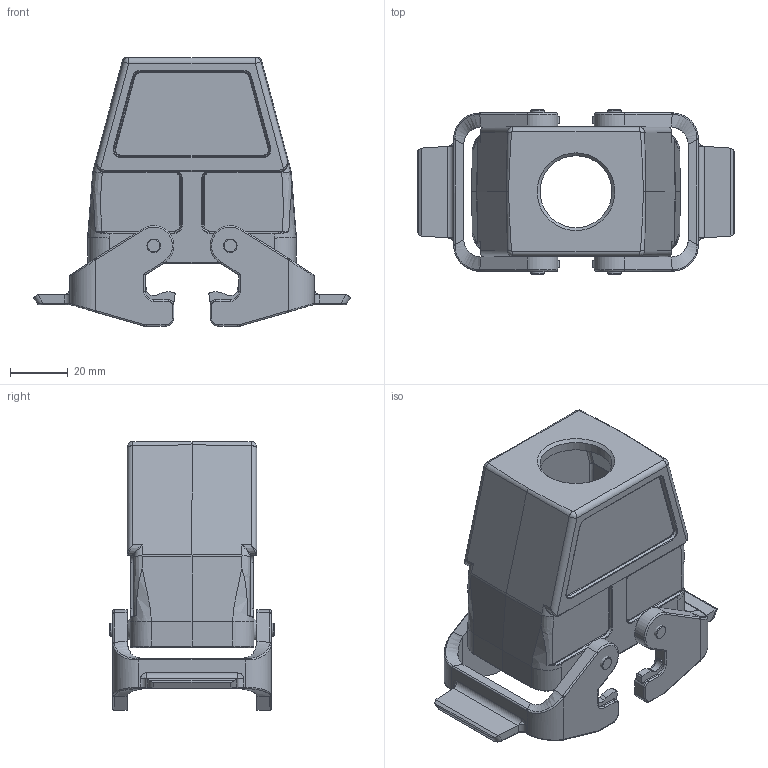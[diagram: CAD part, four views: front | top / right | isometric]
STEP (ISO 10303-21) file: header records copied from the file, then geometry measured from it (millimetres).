
FILE_DESCRIPTION(/* description */ (''),/* implementation_level */ '2;1');
FILE_NAME(/* name */ '100109201ugm000_c.stp',/* time_stamp */ '2017-10-30T15:09:01+01:00',/* author */ (''),/* organization */ (''),/* preprocessor_version */ 'ST-DEVELOPER v16',/* originating_system */ 'SIEMENS PLM Software NX 10.0',/* authorisation */ '');
FILE_SCHEMA (('AUTOMOTIVE_DESIGN { 1 0 10303 214 3 1 1 1 }'));
Length unit declared in the file: millimetre
Products named in the file (1): 100109201ugm000_c
Bounding box: 110 x 57.2 x 93.4 mm (x, y, z)
Volume: 80872 mm3; surface area: 45307.3 mm2
Topology: 3 solids, 3 shells, 716 faces, 1819 edges, 1126 vertices
Faces by surface type: plane 253, cylinder 225, bspline 127, torus 54, cone 47, sphere 10
Full cylindrical faces by diameter (mm): 3 x4, 25 x1
Entity records: 29327 total; most frequent: CARTESIAN_POINT 10452, ORIENTED_EDGE 3446, DIRECTION 3196, EDGE_CURVE 1723, AXIS2_PLACEMENT_3D 1169, VERTEX_POINT 1067, LINE 858, VECTOR 858
